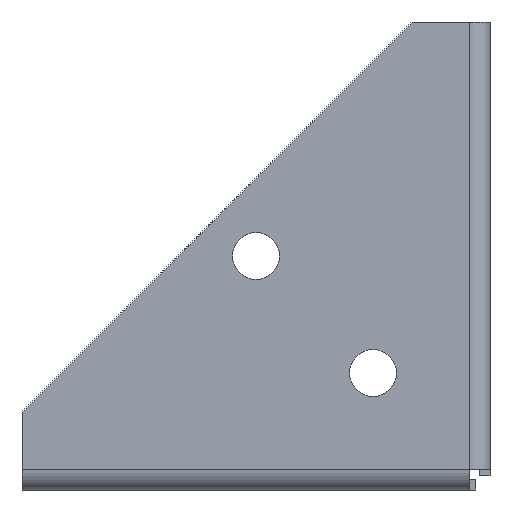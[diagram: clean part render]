
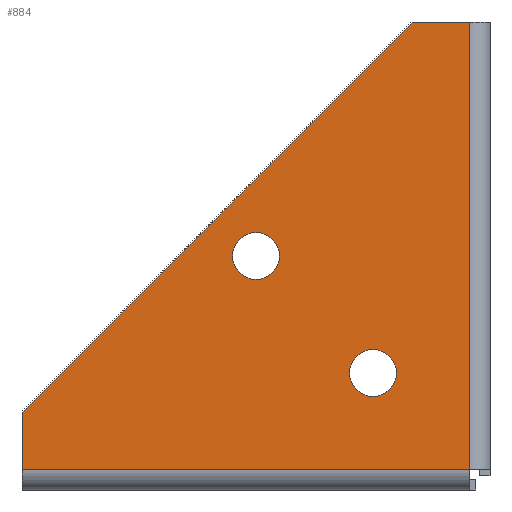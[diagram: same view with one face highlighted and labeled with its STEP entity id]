
A CAD part, left-side view. The second image highlights one B-rep face of the part: STEP entity #884.
In plain terms, the highlighted planar face has unit normal (-1, 0, 0).
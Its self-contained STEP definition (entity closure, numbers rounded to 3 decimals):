
#10 = EDGE_CURVE ( 'NONE', #1274, #47, #797, .T. ) ;
#47 = VERTEX_POINT ( 'NONE', #1126 ) ;
#56 = LINE ( 'NONE', #867, #899 ) ;
#97 = CARTESIAN_POINT ( 'NONE',  ( 0., 0., 4. ) ) ;
#106 = CARTESIAN_POINT ( 'NONE',  ( 0., 15., 90. ) ) ;
#113 = CARTESIAN_POINT ( 'NONE',  ( 0., 22.5, 22.5 ) ) ;
#132 = CARTESIAN_POINT ( 'NONE',  ( 0., 0., 0. ) ) ;
#163 = CARTESIAN_POINT ( 'NONE',  ( 0., 22.5, 18. ) ) ;
#169 = CARTESIAN_POINT ( 'NONE',  ( 0., 45., 45. ) ) ;
#170 = EDGE_CURVE ( 'NONE', #1276, #1194, #1195, .T. ) ;
#171 = CARTESIAN_POINT ( 'NONE',  ( 0., 90., 15. ) ) ;
#194 = CIRCLE ( 'NONE', #538, 4.5 ) ;
#221 = CARTESIAN_POINT ( 'NONE',  ( 0., 4., 4. ) ) ;
#246 = AXIS2_PLACEMENT_3D ( 'NONE', #623, #953, #332 ) ;
#248 = DIRECTION ( 'NONE',  ( 1., 0., 0. ) ) ;
#262 = VECTOR ( 'NONE', #1036, 1000. ) ;
#284 = VECTOR ( 'NONE', #1107, 1000. ) ;
#302 = ORIENTED_EDGE ( 'NONE', *, *, #724, .T. ) ;
#312 = LINE ( 'NONE', #97, #262 ) ;
#315 = VERTEX_POINT ( 'NONE', #171 ) ;
#332 = DIRECTION ( 'NONE',  ( 0., 0., -1. ) ) ;
#335 = FACE_BOUND ( 'NONE', #649, .T. ) ;
#350 = VECTOR ( 'NONE', #933, 1000. ) ;
#379 = LINE ( 'NONE', #787, #776 ) ;
#406 = AXIS2_PLACEMENT_3D ( 'NONE', #169, #699, #1205 ) ;
#420 = CARTESIAN_POINT ( 'NONE',  ( 0., 4., 90. ) ) ;
#448 = DIRECTION ( 'NONE',  ( 1., 0., 0. ) ) ;
#479 = CARTESIAN_POINT ( 'NONE',  ( 0., 90., 0. ) ) ;
#499 = DIRECTION ( 'NONE',  ( 1., 0., 0. ) ) ;
#538 = AXIS2_PLACEMENT_3D ( 'NONE', #113, #499, #817 ) ;
#546 = CARTESIAN_POINT ( 'NONE',  ( 0., 45., 45. ) ) ;
#551 = ORIENTED_EDGE ( 'NONE', *, *, #1316, .T. ) ;
#614 = LINE ( 'NONE', #106, #350 ) ;
#621 = EDGE_CURVE ( 'NONE', #1162, #315, #1088, .T. ) ;
#623 = CARTESIAN_POINT ( 'NONE',  ( 0., 22.5, 22.5 ) ) ;
#649 = EDGE_LOOP ( 'NONE', ( #302, #721 ) ) ;
#669 = AXIS2_PLACEMENT_3D ( 'NONE', #132, #248, #949 ) ;
#690 = ORIENTED_EDGE ( 'NONE', *, *, #946, .T. ) ;
#699 = DIRECTION ( 'NONE',  ( 1., 0., 0. ) ) ;
#701 = EDGE_CURVE ( 'NONE', #315, #1130, #379, .T. ) ;
#715 = CARTESIAN_POINT ( 'NONE',  ( 0., 45., 49.5 ) ) ;
#721 = ORIENTED_EDGE ( 'NONE', *, *, #10, .T. ) ;
#724 = EDGE_CURVE ( 'NONE', #47, #1274, #1081, .T. ) ;
#744 = FACE_BOUND ( 'NONE', #1119, .T. ) ;
#753 = EDGE_CURVE ( 'NONE', #984, #932, #56, .T. ) ;
#776 = VECTOR ( 'NONE', #1005, 1000. ) ;
#787 = CARTESIAN_POINT ( 'NONE',  ( 0., 90., 15. ) ) ;
#797 = CIRCLE ( 'NONE', #860, 4.5 ) ;
#804 = CARTESIAN_POINT ( 'NONE',  ( 0., 22.5, 27. ) ) ;
#817 = DIRECTION ( 'NONE',  ( 0., 0., -1. ) ) ;
#845 = DIRECTION ( 'NONE',  ( 0., 0., 1. ) ) ;
#860 = AXIS2_PLACEMENT_3D ( 'NONE', #546, #448, #963 ) ;
#867 = CARTESIAN_POINT ( 'NONE',  ( 0., 4., 0. ) ) ;
#884 = ADVANCED_FACE ( 'NONE', ( #335, #744, #962 ), #970, .F. ) ;
#899 = VECTOR ( 'NONE', #845, 1000. ) ;
#916 = ORIENTED_EDGE ( 'NONE', *, *, #621, .F. ) ;
#930 = ORIENTED_EDGE ( 'NONE', *, *, #170, .T. ) ;
#932 = VERTEX_POINT ( 'NONE', #420 ) ;
#933 = DIRECTION ( 'NONE',  ( 0., -1., 0. ) ) ;
#937 = ORIENTED_EDGE ( 'NONE', *, *, #753, .T. ) ;
#946 = EDGE_CURVE ( 'NONE', #1162, #984, #312, .T. ) ;
#949 = DIRECTION ( 'NONE',  ( 0., 0., -1. ) ) ;
#953 = DIRECTION ( 'NONE',  ( 1., 0., 0. ) ) ;
#962 = FACE_OUTER_BOUND ( 'NONE', #1327, .T. ) ;
#963 = DIRECTION ( 'NONE',  ( 0., 0., -1. ) ) ;
#970 = PLANE ( 'NONE',  #669 ) ;
#984 = VERTEX_POINT ( 'NONE', #221 ) ;
#986 = CARTESIAN_POINT ( 'NONE',  ( 0., 15., 90. ) ) ;
#1005 = DIRECTION ( 'NONE',  ( 0., -0.707, 0.707 ) ) ;
#1026 = EDGE_CURVE ( 'NONE', #1130, #932, #614, .T. ) ;
#1036 = DIRECTION ( 'NONE',  ( 0., -1., 0. ) ) ;
#1081 = CIRCLE ( 'NONE', #406, 4.5 ) ;
#1088 = LINE ( 'NONE', #479, #284 ) ;
#1107 = DIRECTION ( 'NONE',  ( 0., 0., 1. ) ) ;
#1119 = EDGE_LOOP ( 'NONE', ( #551, #930 ) ) ;
#1126 = CARTESIAN_POINT ( 'NONE',  ( 0., 45., 40.5 ) ) ;
#1130 = VERTEX_POINT ( 'NONE', #986 ) ;
#1162 = VERTEX_POINT ( 'NONE', #1292 ) ;
#1194 = VERTEX_POINT ( 'NONE', #163 ) ;
#1195 = CIRCLE ( 'NONE', #246, 4.5 ) ;
#1205 = DIRECTION ( 'NONE',  ( 0., 0., -1. ) ) ;
#1237 = ORIENTED_EDGE ( 'NONE', *, *, #701, .F. ) ;
#1274 = VERTEX_POINT ( 'NONE', #715 ) ;
#1276 = VERTEX_POINT ( 'NONE', #804 ) ;
#1292 = CARTESIAN_POINT ( 'NONE',  ( 0., 90., 4. ) ) ;
#1294 = ORIENTED_EDGE ( 'NONE', *, *, #1026, .F. ) ;
#1316 = EDGE_CURVE ( 'NONE', #1194, #1276, #194, .T. ) ;
#1327 = EDGE_LOOP ( 'NONE', ( #690, #937, #1294, #1237, #916 ) ) ;
